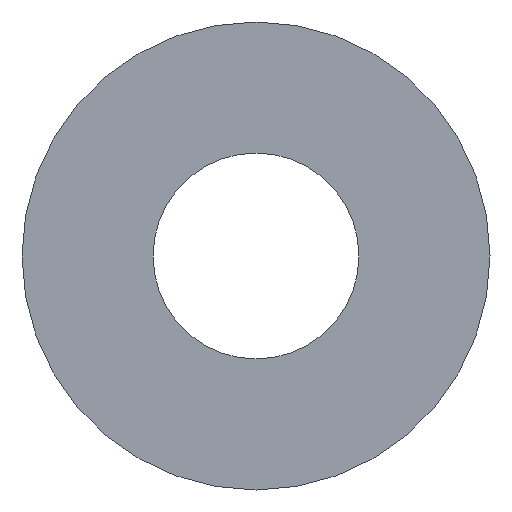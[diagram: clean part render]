
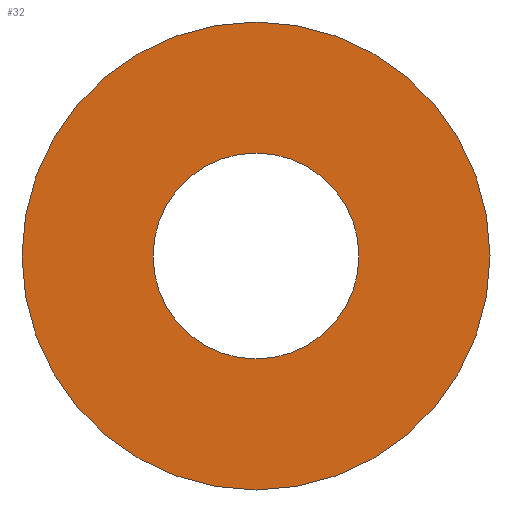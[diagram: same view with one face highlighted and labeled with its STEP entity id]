
A CAD part, left-side view. The second image highlights one B-rep face of the part: STEP entity #32.
In plain terms, the highlighted planar face has unit normal (-1, 0, 0).
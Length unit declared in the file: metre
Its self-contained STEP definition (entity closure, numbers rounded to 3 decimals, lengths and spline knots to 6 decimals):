
#32 = ADVANCED_FACE( '', ( #63, #64 ), #65, .F. );
#63 = FACE_BOUND( '', #94, .T. );
#64 = FACE_OUTER_BOUND( '', #95, .T. );
#65 = PLANE( '', #96 );
#94 = EDGE_LOOP( '', ( #121 ) );
#95 = EDGE_LOOP( '', ( #122 ) );
#96 = AXIS2_PLACEMENT_3D( '', #123, #124, #125 );
#121 = ORIENTED_EDGE( '', *, *, #154, .T. );
#122 = ORIENTED_EDGE( '', *, *, #155, .F. );
#123 = CARTESIAN_POINT( '', ( 0.002858, 0., -0.17145 ) );
#124 = DIRECTION( '', ( 1., 0., 0. ) );
#125 = DIRECTION( '', ( 0., 1., 0. ) );
#154 = EDGE_CURVE( '', #168, #168, #169, .T. );
#155 = EDGE_CURVE( '', #170, #170, #171, .T. );
#168 = VERTEX_POINT( '', #186 );
#169 = CIRCLE( '', #187, 0.034925 );
#170 = VERTEX_POINT( '', #188 );
#171 = CIRCLE( '', #189, 0.079375 );
#186 = CARTESIAN_POINT( '', ( 0.002858, 0., -0.206375 ) );
#187 = AXIS2_PLACEMENT_3D( '', #204, #205, #206 );
#188 = CARTESIAN_POINT( '', ( 0.002858, 0., -0.250825 ) );
#189 = AXIS2_PLACEMENT_3D( '', #207, #208, #209 );
#204 = CARTESIAN_POINT( '', ( 0.002858, 0., -0.17145 ) );
#205 = DIRECTION( '', ( 1., 0., 0. ) );
#206 = DIRECTION( '', ( 0., 0., -1. ) );
#207 = CARTESIAN_POINT( '', ( 0.002858, 0., -0.17145 ) );
#208 = DIRECTION( '', ( 1., 0., 0. ) );
#209 = DIRECTION( '', ( 0., 0., -1. ) );
